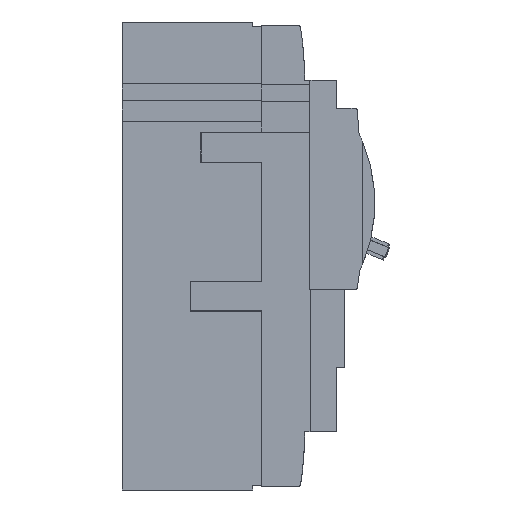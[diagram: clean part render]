
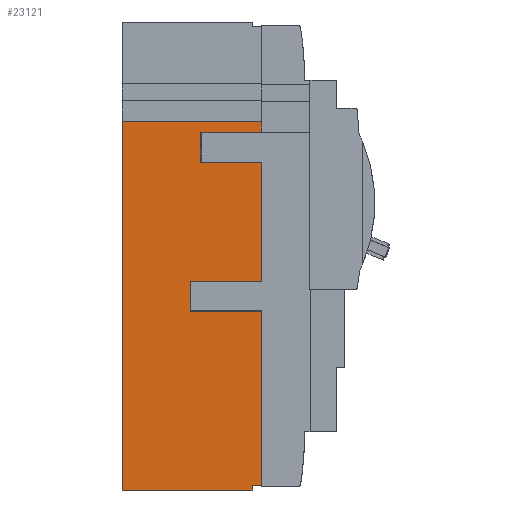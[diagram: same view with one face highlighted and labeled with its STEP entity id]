
A CAD part, left-side view. The second image highlights one B-rep face of the part: STEP entity #23121.
In plain terms, the highlighted planar face has unit normal (-1, 0, 0).
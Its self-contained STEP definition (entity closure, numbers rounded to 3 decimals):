
#12011=VERTEX_POINT('',#34720);
#14007=VERTEX_POINT('',#36898);
#15363=VERTEX_POINT('',#38380);
#16323=VERTEX_POINT('',#39429);
#16887=VERTEX_POINT('',#40052);
#17581=EDGE_CURVE('',#14007,#31745,#40808,.T.);
#18175=EDGE_CURVE('',#28099,#14007,#41473,.T.);
#18353=EDGE_CURVE('',#27967,#12011,#41668,.T.);
#18907=EDGE_CURVE('',#29265,#16887,#42266,.T.);
#18935=VERTEX_POINT('',#42299);
#19183=EDGE_CURVE('',#21309,#29265,#42575,.T.);
#20295=EDGE_CURVE('',#16887,#18935,#43784,.T.);
#21309=VERTEX_POINT('',#44896);
#21357=EDGE_CURVE('',#25025,#16323,#44950,.T.);
#23121=ADVANCED_FACE('',(#46872),#46873,.F.);
#23453=EDGE_CURVE('',#21309,#31745,#47234,.T.);
#24455=VERTEX_POINT('',#48336);
#25025=VERTEX_POINT('',#48966);
#27069=EDGE_CURVE('',#31407,#15363,#51202,.T.);
#27967=VERTEX_POINT('',#52173);
#28099=VERTEX_POINT('',#52322);
#28731=EDGE_CURVE('',#24455,#18935,#53006,.T.);
#29265=VERTEX_POINT('',#53588);
#31407=VERTEX_POINT('',#55946);
#31745=VERTEX_POINT('',#56319);
#31989=EDGE_CURVE('',#15363,#27967,#56589,.T.);
#32091=EDGE_CURVE('',#24455,#31407,#56701,.T.);
#32313=EDGE_CURVE('',#16323,#12011,#56935,.T.);
#33943=EDGE_CURVE('',#25025,#28099,#58744,.T.);
#34720=CARTESIAN_POINT('',(-87.45,0.0,51.995));
#36898=CARTESIAN_POINT('',(-87.45,-30.4,36.195));
#38380=CARTESIAN_POINT('',(-87.45,-50.5,-90.505));
#39429=CARTESIAN_POINT('',(-87.45,-53.999,51.995));
#40052=CARTESIAN_POINT('',(-87.45,-26.4,-21.305));
#40808=LINE('',#68638,#68639);
#41473=LINE('',#69618,#69619);
#41668=LINE('',#69892,#69893);
#42266=LINE('',#70756,#70757);
#42299=CARTESIAN_POINT('',(-87.45,-54.,-21.305));
#42575=LINE('',#71203,#71204);
#43784=LINE('',#72952,#72953);
#44896=CARTESIAN_POINT('',(-87.45,-54.,-9.705));
#44950=LINE('',#74714,#74715);
#46872=FACE_OUTER_BOUND('',#77581,.T.);
#46873=PLANE('',#77582);
#47234=LINE('',#78125,#78126);
#48336=CARTESIAN_POINT('',(-87.45,-54.,-88.905));
#48966=CARTESIAN_POINT('',(-87.45,-53.999,47.795));
#51202=LINE('',#83974,#83975);
#52173=CARTESIAN_POINT('',(-87.45,0.0,-90.505));
#52322=CARTESIAN_POINT('',(-87.45,-30.4,47.795));
#53006=LINE('',#86579,#86580);
#53588=CARTESIAN_POINT('',(-87.45,-26.4,-9.705));
#55946=CARTESIAN_POINT('',(-87.45,-50.5,-88.905));
#56319=CARTESIAN_POINT('',(-87.45,-54.,36.195));
#56589=LINE('',#91772,#91773);
#56701=LINE('',#91964,#91965);
#56935=LINE('',#92317,#92318);
#58744=LINE('',#94979,#94980);
#68638=CARTESIAN_POINT('',(-87.45,-30.4,36.195));
#68639=VECTOR('',#102180,1.0);
#69618=CARTESIAN_POINT('',(-87.45,-30.4,47.795));
#69619=VECTOR('',#103015,1.0);
#69892=CARTESIAN_POINT('',(-87.45,0.0,-90.505));
#69893=VECTOR('',#103202,1.0);
#70756=CARTESIAN_POINT('',(-87.45,-26.4,-9.705));
#70757=VECTOR('',#103763,1.0);
#71203=CARTESIAN_POINT('',(-87.45,-54.0,-9.705));
#71204=VECTOR('',#104140,1.0);
#72952=CARTESIAN_POINT('',(-87.45,-26.4,-21.305));
#72953=VECTOR('',#105317,1.0);
#74714=CARTESIAN_POINT('',(-87.45,-53.999,26.979));
#74715=VECTOR('',#106541,1.0);
#77581=EDGE_LOOP('',(#108457,#108458,#108459,#108460,#108461,#108462,#108463,#108464,#108465,#108466,#108467,#108468,#108469,#108470));
#77582=AXIS2_PLACEMENT_3D('',#108471,#108472,#108473);
#78125=CARTESIAN_POINT('',(-87.45,-54.,-3.921));
#78126=VECTOR('',#108857,1.0);
#83974=CARTESIAN_POINT('',(-87.45,-50.5,-88.905));
#83975=VECTOR('',#113111,1.0);
#86579=CARTESIAN_POINT('',(-87.45,-54.,-43.521));
#86580=VECTOR('',#114823,1.0);
#91772=CARTESIAN_POINT('',(-87.45,-50.5,-90.505));
#91773=VECTOR('',#118875,1.0);
#91964=CARTESIAN_POINT('',(-87.45,-54.0,-88.905));
#91965=VECTOR('',#118980,1.0);
#92317=CARTESIAN_POINT('',(-87.45,-12.744,51.995));
#92318=VECTOR('',#119151,1.0);
#94979=CARTESIAN_POINT('',(-87.45,-54.0,47.795));
#94980=VECTOR('',#121199,1.0);
#102180=DIRECTION('',(0.0,-1.0,0.0));
#103015=DIRECTION('',(0.0,0.0,-1.0));
#103202=DIRECTION('',(0.0,0.0,1.0));
#103763=DIRECTION('',(0.0,0.0,-1.0));
#104140=DIRECTION('',(0.0,1.0,0.0));
#105317=DIRECTION('',(0.0,-1.0,0.0));
#106541=DIRECTION('',(0.0,0.0,1.0));
#108457=ORIENTED_EDGE('',*,*,#28731,.T.);
#108458=ORIENTED_EDGE('',*,*,#20295,.F.);
#108459=ORIENTED_EDGE('',*,*,#18907,.F.);
#108460=ORIENTED_EDGE('',*,*,#19183,.F.);
#108461=ORIENTED_EDGE('',*,*,#23453,.T.);
#108462=ORIENTED_EDGE('',*,*,#17581,.F.);
#108463=ORIENTED_EDGE('',*,*,#18175,.F.);
#108464=ORIENTED_EDGE('',*,*,#33943,.F.);
#108465=ORIENTED_EDGE('',*,*,#21357,.T.);
#108466=ORIENTED_EDGE('',*,*,#32313,.T.);
#108467=ORIENTED_EDGE('',*,*,#18353,.F.);
#108468=ORIENTED_EDGE('',*,*,#31989,.F.);
#108469=ORIENTED_EDGE('',*,*,#27069,.F.);
#108470=ORIENTED_EDGE('',*,*,#32091,.F.);
#108471=CARTESIAN_POINT('',(-87.45,-28.469,1.963));
#108472=DIRECTION('',(1.0,0.0,0.0));
#108473=DIRECTION('',(0.0,1.0,0.0));
#108857=DIRECTION('',(0.0,0.0,1.0));
#113111=DIRECTION('',(0.0,0.0,-1.0));
#114823=DIRECTION('',(0.0,0.0,1.0));
#118875=DIRECTION('',(0.0,1.0,0.0));
#118980=DIRECTION('',(0.0,1.0,0.0));
#119151=DIRECTION('',(-0.0,1.0,0.0));
#121199=DIRECTION('',(0.0,1.0,0.0));
